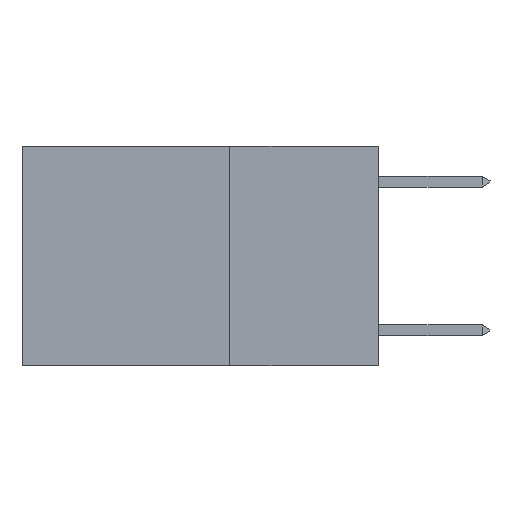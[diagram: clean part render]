
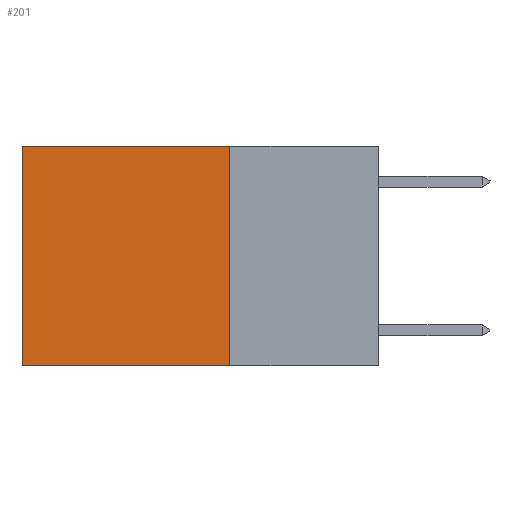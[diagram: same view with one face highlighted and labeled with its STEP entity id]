
A CAD part, left-side view. The second image highlights one B-rep face of the part: STEP entity #201.
In plain terms, the highlighted planar face has unit normal (-1, 0, 0).
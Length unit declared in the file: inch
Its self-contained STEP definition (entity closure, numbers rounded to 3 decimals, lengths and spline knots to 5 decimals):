
#201 = ADVANCED_FACE ( 'NONE', ( #2878 ), #856, .F. ) ;
#202 = ORIENTED_EDGE ( 'NONE', *, *, #3626, .T. ) ;
#210 = ORIENTED_EDGE ( 'NONE', *, *, #8075, .F. ) ;
#244 = ORIENTED_EDGE ( 'NONE', *, *, #2497, .F. ) ;
#248 = ORIENTED_EDGE ( 'NONE', *, *, #2927, .T. ) ;
#270 = VERTEX_POINT ( 'NONE', #4632 ) ;
#650 = VECTOR ( 'NONE', #1004, 39.37008 ) ;
#856 = PLANE ( 'NONE',  #3023 ) ;
#972 = CARTESIAN_POINT ( 'NONE',  ( 0.2625, 0.25, 0. ) ) ;
#1004 = DIRECTION ( 'NONE',  ( 0., 0., -1. ) ) ;
#1185 = LINE ( 'NONE', #972, #650 ) ;
#1359 = CARTESIAN_POINT ( 'NONE',  ( 0.2625, 0.25, 0. ) ) ;
#1501 = VERTEX_POINT ( 'NONE', #2197 ) ;
#2070 = DIRECTION ( 'NONE',  ( 0., 1., 0. ) ) ;
#2197 = CARTESIAN_POINT ( 'NONE',  ( 0.2625, 0.6, 0. ) ) ;
#2444 = CARTESIAN_POINT ( 'NONE',  ( 0.2625, 0.25, -0.37 ) ) ;
#2497 = EDGE_CURVE ( 'NONE', #8589, #8232, #1185, .T. ) ;
#2845 = VECTOR ( 'NONE', #3444, 39.37008 ) ;
#2878 = FACE_OUTER_BOUND ( 'NONE', #6085, .T. ) ;
#2927 = EDGE_CURVE ( 'NONE', #8589, #1501, #3723, .T. ) ;
#2975 = VECTOR ( 'NONE', #3159, 39.37008 ) ;
#3023 = AXIS2_PLACEMENT_3D ( 'NONE', #8633, #8876, #3366 ) ;
#3159 = DIRECTION ( 'NONE',  ( 0., 1., 0. ) ) ;
#3366 = DIRECTION ( 'NONE',  ( 0., 0., -1. ) ) ;
#3444 = DIRECTION ( 'NONE',  ( 0., 0., -1. ) ) ;
#3626 = EDGE_CURVE ( 'NONE', #1501, #270, #6527, .T. ) ;
#3723 = LINE ( 'NONE', #1359, #5345 ) ;
#4632 = CARTESIAN_POINT ( 'NONE',  ( 0.2625, 0.6, -0.37 ) ) ;
#4818 = CARTESIAN_POINT ( 'NONE',  ( 0.2625, 0.6, 0. ) ) ;
#4820 = LINE ( 'NONE', #2444, #2975 ) ;
#5345 = VECTOR ( 'NONE', #2070, 39.37008 ) ;
#6085 = EDGE_LOOP ( 'NONE', ( #202, #210, #244, #248 ) ) ;
#6527 = LINE ( 'NONE', #4818, #2845 ) ;
#7672 = CARTESIAN_POINT ( 'NONE',  ( 0.2625, 0.25, -0.37 ) ) ;
#8075 = EDGE_CURVE ( 'NONE', #8232, #270, #4820, .T. ) ;
#8232 = VERTEX_POINT ( 'NONE', #7672 ) ;
#8589 = VERTEX_POINT ( 'NONE', #8664 ) ;
#8633 = CARTESIAN_POINT ( 'NONE',  ( 0.2625, 0.25, 0. ) ) ;
#8664 = CARTESIAN_POINT ( 'NONE',  ( 0.2625, 0.25, 0. ) ) ;
#8876 = DIRECTION ( 'NONE',  ( 1., 0., 0. ) ) ;
